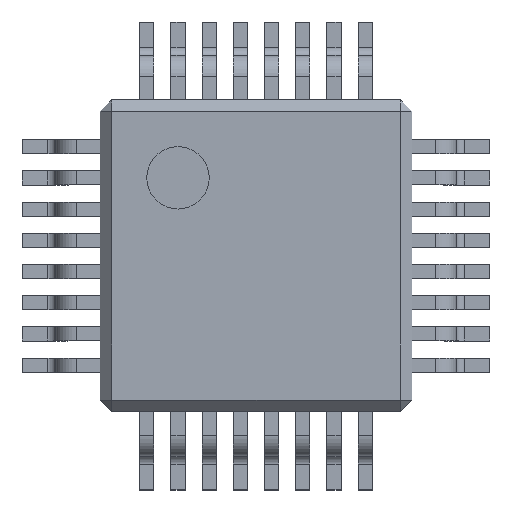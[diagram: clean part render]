
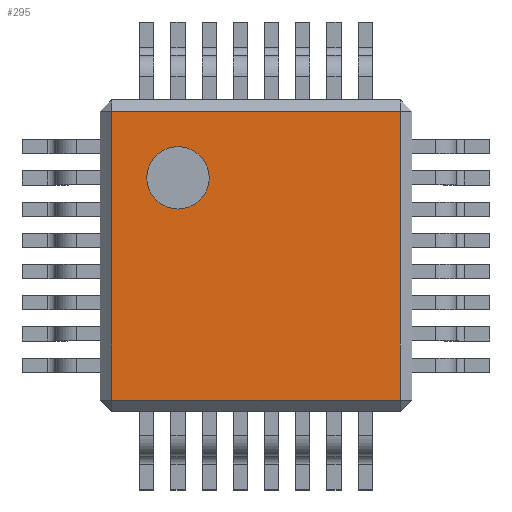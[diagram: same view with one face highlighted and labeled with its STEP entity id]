
A CAD part, top view. The second image highlights one B-rep face of the part: STEP entity #295.
In plain terms, the highlighted planar face has unit normal (0, 0, 1).
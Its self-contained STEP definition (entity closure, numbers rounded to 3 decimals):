
#13=DIRECTION('',(0.,0.,1.));
#14=DIRECTION('',(1.,0.,0.));
#96=VECTOR('',#97,1.);
#97=DIRECTION('',(0.,1.,0.));
#169=VERTEX_POINT('',#170);
#170=CARTESIAN_POINT('',(-1.85,-1.85,1.4));
#178=VERTEX_POINT('',#179);
#179=CARTESIAN_POINT('',(-1.85,1.85,1.4));
#184=ORIENTED_EDGE('',*,*,#185,.F.);
#185=EDGE_CURVE('',#169,#178,#186,.T.);
#186=LINE('',#187,#96);
#187=CARTESIAN_POINT('',(-1.85,-2.,1.4));
#253=VECTOR('',#14,1.);
#295=ADVANCED_FACE('',(#296,#314),#323,.T.);
#296=FACE_BOUND('',#297,.T.);
#297=EDGE_LOOP('',(#184,#298,#304,#310));
#298=ORIENTED_EDGE('',*,*,#299,.T.);
#299=EDGE_CURVE('',#169,#300,#302,.T.);
#300=VERTEX_POINT('',#301);
#301=CARTESIAN_POINT('',(1.85,-1.85,1.4));
#302=LINE('',#303,#253);
#303=CARTESIAN_POINT('',(-2.,-1.85,1.4));
#304=ORIENTED_EDGE('',*,*,#305,.T.);
#305=EDGE_CURVE('',#300,#306,#308,.T.);
#306=VERTEX_POINT('',#307);
#307=CARTESIAN_POINT('',(1.85,1.85,1.4));
#308=LINE('',#309,#96);
#309=CARTESIAN_POINT('',(1.85,-2.,1.4));
#310=ORIENTED_EDGE('',*,*,#311,.F.);
#311=EDGE_CURVE('',#178,#306,#312,.T.);
#312=LINE('',#313,#253);
#313=CARTESIAN_POINT('',(-2.,1.85,1.4));
#314=FACE_BOUND('',#315,.T.);
#315=EDGE_LOOP('',(#316));
#316=ORIENTED_EDGE('',*,*,#317,.F.);
#317=EDGE_CURVE('',#318,#318,#320,.T.);
#318=VERTEX_POINT('',#319);
#319=CARTESIAN_POINT('',(-0.6,1.,1.4));
#320=CIRCLE('',#321,0.4);
#321=AXIS2_PLACEMENT_3D('',#322,#13,#14);
#322=CARTESIAN_POINT('',(-1.,1.,1.4));
#323=PLANE('',#324);
#324=AXIS2_PLACEMENT_3D('',#325,#13,#14);
#325=CARTESIAN_POINT('',(-2.,-2.,1.4));
